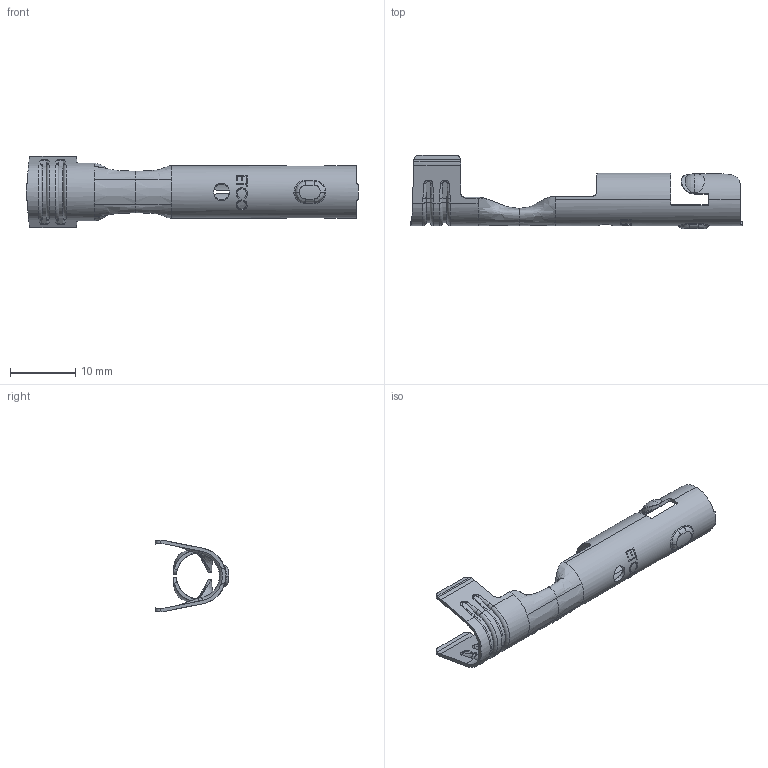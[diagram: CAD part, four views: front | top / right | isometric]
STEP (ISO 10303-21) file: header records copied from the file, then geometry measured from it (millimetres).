
FILE_DESCRIPTION (( 'STEP AP203' ), '1' );
FILE_NAME ('DT200-LB.STEP', '2019-11-05T17:57:26', ( 'tempuser' ), ( 'Microsoft' ), 'SwSTEP 2.0', 'SolidWorks 2019', '' );
FILE_SCHEMA (( 'CONFIG_CONTROL_DESIGN' ));
Length unit declared in the file: inch
Products named in the file (1): DT200-LB
Bounding box: 50.8 x 11.27 x 10.92 mm (x, y, z)
Volume: 456.3 mm3; surface area: 1927.2 mm2
Topology: 1 solids, 1 shells, 296 faces, 771 edges, 486 vertices
Faces by surface type: bspline 111, cylinder 89, plane 64, sphere 16, torus 12, cone 4
Entity records: 15050 total; most frequent: CARTESIAN_POINT 8552, ORIENTED_EDGE 1538, DIRECTION 1068, EDGE_CURVE 769, VERTEX_POINT 486, AXIS2_PLACEMENT_3D 413, EDGE_LOOP 309, ADVANCED_FACE 296
